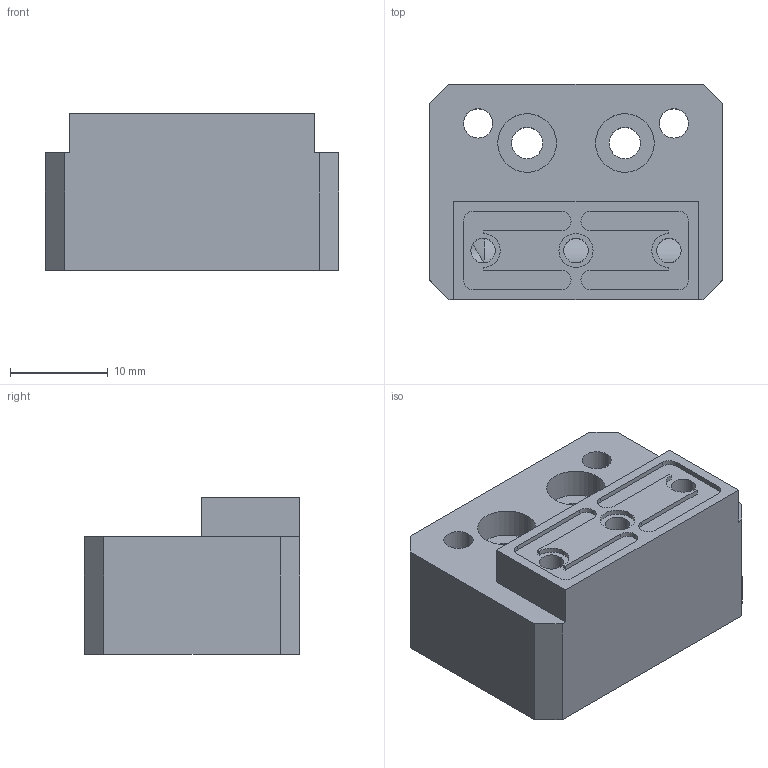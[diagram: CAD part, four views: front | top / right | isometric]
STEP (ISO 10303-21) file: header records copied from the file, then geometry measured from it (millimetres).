
FILE_DESCRIPTION (( 'STEP AP203' ), '1' );
FILE_NAME ('5-Embout d''aspiration.STEP', '2024-12-16T09:46:37', ( '' ), ( '' ), 'SwSTEP 2.0', 'SolidWorks 2021', '' );
FILE_SCHEMA (( 'CONFIG_CONTROL_DESIGN' ));
Length unit declared in the file: millimetre
Products named in the file (1): 5-Embout d''aspiration
Bounding box: 30 x 22 x 16 mm (x, y, z)
Volume: 6645.2 mm3; surface area: 4103.8 mm2
Topology: 1 solids, 1 shells, 77 faces, 211 edges, 139 vertices
Faces by surface type: cylinder 37, plane 37, cone 3
Entity records: 2684 total; most frequent: CARTESIAN_POINT 577, DIRECTION 427, ORIENTED_EDGE 418, EDGE_CURVE 209, AXIS2_PLACEMENT_3D 149, VERTEX_POINT 139, VECTOR 129, LINE 129
